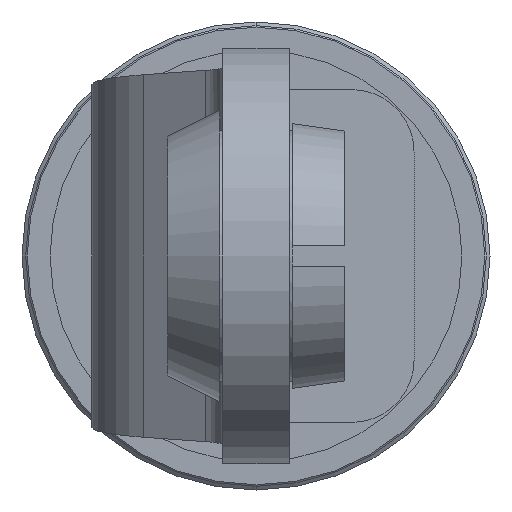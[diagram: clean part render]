
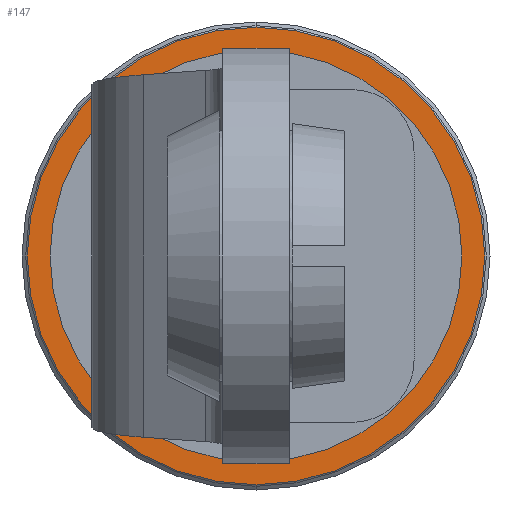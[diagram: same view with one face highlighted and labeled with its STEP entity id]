
A CAD part, left-side view. The second image highlights one B-rep face of the part: STEP entity #147.
In plain terms, the highlighted planar face has unit normal (-1, 0, 0).
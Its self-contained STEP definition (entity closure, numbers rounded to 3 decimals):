
#147=ADVANCED_FACE('',(#622,#623),#621,.F.);
#621=PLANE('',#2008);
#622=FACE_OUTER_BOUND('',#2009,.T.);
#623=FACE_BOUND('',#2010,.T.);
#2005=CARTESIAN_POINT('',(166.657,-22.863,207.797));
#2006=DIRECTION('',(1.,0.,0.));
#2007=DIRECTION('',(0.,0.,-1.));
#2008=AXIS2_PLACEMENT_3D('',#2005,#2006,#2007);
#2009=EDGE_LOOP('',(#2954,#2955));
#2010=EDGE_LOOP('',(#2956,#2957));
#2954=ORIENTED_EDGE('',*,*,#3652,.T.);
#2955=ORIENTED_EDGE('',*,*,#3653,.T.);
#2956=ORIENTED_EDGE('',*,*,#3654,.F.);
#2957=ORIENTED_EDGE('',*,*,#3655,.F.);
#3652=EDGE_CURVE('',#4630,#4631,#4632,.T.);
#3653=EDGE_CURVE('',#4631,#4630,#4638,.T.);
#3654=EDGE_CURVE('',#4644,#4645,#4646,.T.);
#3655=EDGE_CURVE('',#4645,#4644,#4652,.T.);
#4630=VERTEX_POINT('',#6887);
#4631=VERTEX_POINT('',#6888);
#4632=CIRCLE('',#6892,11.);
#4638=CIRCLE('',#6896,11.);
#4644=VERTEX_POINT('',#6897);
#4645=VERTEX_POINT('',#6898);
#4646=CIRCLE('',#6902,9.9);
#4652=CIRCLE('',#6906,9.9);
#6887=CARTESIAN_POINT('',(166.657,0.,204.497));
#6888=CARTESIAN_POINT('',(166.657,0.,182.497));
#6889=CARTESIAN_POINT('',(166.657,0.,193.497));
#6890=DIRECTION('',(-1.,0.,0.));
#6891=DIRECTION('',(0.,0.,1.));
#6892=AXIS2_PLACEMENT_3D('',#6889,#6890,#6891);
#6893=CARTESIAN_POINT('',(166.657,0.,193.497));
#6894=DIRECTION('',(-1.,0.,0.));
#6895=DIRECTION('',(0.,0.,1.));
#6896=AXIS2_PLACEMENT_3D('',#6893,#6894,#6895);
#6897=CARTESIAN_POINT('',(166.657,0.,183.597));
#6898=CARTESIAN_POINT('',(166.657,0.,203.397));
#6899=CARTESIAN_POINT('',(166.657,0.,193.497));
#6900=DIRECTION('',(-1.,0.,0.));
#6901=DIRECTION('',(0.,0.,1.));
#6902=AXIS2_PLACEMENT_3D('',#6899,#6900,#6901);
#6903=CARTESIAN_POINT('',(166.657,0.,193.497));
#6904=DIRECTION('',(-1.,0.,0.));
#6905=DIRECTION('',(0.,0.,1.));
#6906=AXIS2_PLACEMENT_3D('',#6903,#6904,#6905);
